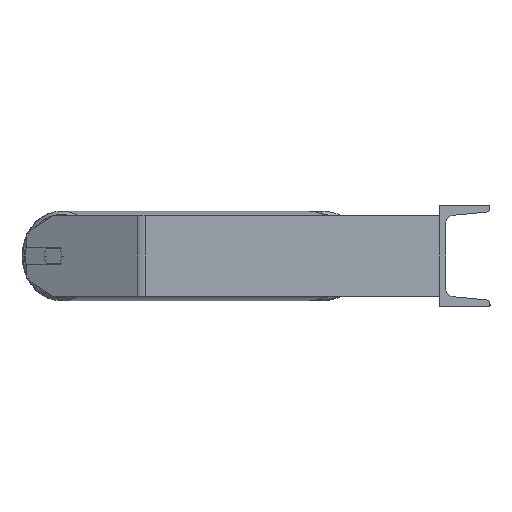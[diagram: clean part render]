
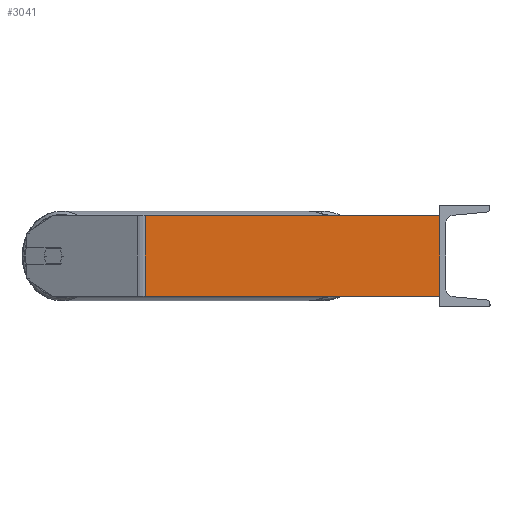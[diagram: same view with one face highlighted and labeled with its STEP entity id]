
A CAD part, left-side view. The second image highlights one B-rep face of the part: STEP entity #3041.
In plain terms, the highlighted planar face has unit normal (-1, 0, 0).
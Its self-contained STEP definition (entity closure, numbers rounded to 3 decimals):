
#85 = FACE_OUTER_BOUND ( 'NONE', #7004, .T. ) ;
#730 = DIRECTION ( 'NONE',  ( 1., 0., 0. ) ) ;
#769 = VECTOR ( 'NONE', #4706, 1000. ) ;
#1066 = ORIENTED_EDGE ( 'NONE', *, *, #3328, .F. ) ;
#1106 = LINE ( 'NONE', #2432, #1151 ) ;
#1151 = VECTOR ( 'NONE', #5174, 1000. ) ;
#1994 = CARTESIAN_POINT ( 'NONE',  ( -785., 296.262, -40. ) ) ;
#2432 = CARTESIAN_POINT ( 'NONE',  ( -785., 0., 40. ) ) ;
#2655 = CARTESIAN_POINT ( 'NONE',  ( -785., 291.975, 40. ) ) ;
#2827 = CARTESIAN_POINT ( 'NONE',  ( -785., 296.262, 40. ) ) ;
#2843 = VERTEX_POINT ( 'NONE', #3815 ) ;
#3041 = ADVANCED_FACE ( 'NONE', ( #85 ), #3537, .F. ) ;
#3134 = LINE ( 'NONE', #4540, #7022 ) ;
#3202 = ORIENTED_EDGE ( 'NONE', *, *, #5776, .T. ) ;
#3221 = AXIS2_PLACEMENT_3D ( 'NONE', #2827, #730, #6361 ) ;
#3267 = EDGE_CURVE ( 'NONE', #4435, #3695, #8125, .T. ) ;
#3328 = EDGE_CURVE ( 'NONE', #4325, #2843, #6742, .T. ) ;
#3537 = PLANE ( 'NONE',  #3221 ) ;
#3635 = EDGE_CURVE ( 'NONE', #2843, #3695, #1106, .T. ) ;
#3695 = VERTEX_POINT ( 'NONE', #5255 ) ;
#3815 = CARTESIAN_POINT ( 'NONE',  ( -785., 0., 40. ) ) ;
#4325 = VERTEX_POINT ( 'NONE', #2655 ) ;
#4435 = VERTEX_POINT ( 'NONE', #8510 ) ;
#4515 = ORIENTED_EDGE ( 'NONE', *, *, #3635, .F. ) ;
#4540 = CARTESIAN_POINT ( 'NONE',  ( -785., 291.975, 40. ) ) ;
#4667 = VECTOR ( 'NONE', #5258, 1000. ) ;
#4706 = DIRECTION ( 'NONE',  ( 0., -1., 0. ) ) ;
#5174 = DIRECTION ( 'NONE',  ( 0., 0., -1. ) ) ;
#5255 = CARTESIAN_POINT ( 'NONE',  ( -785., 0., -40. ) ) ;
#5258 = DIRECTION ( 'NONE',  ( 0., -1., 0. ) ) ;
#5776 = EDGE_CURVE ( 'NONE', #4325, #4435, #3134, .T. ) ;
#6361 = DIRECTION ( 'NONE',  ( 0., 1., 0. ) ) ;
#6742 = LINE ( 'NONE', #8766, #769 ) ;
#6743 = ORIENTED_EDGE ( 'NONE', *, *, #3267, .T. ) ;
#7004 = EDGE_LOOP ( 'NONE', ( #6743, #4515, #1066, #3202 ) ) ;
#7022 = VECTOR ( 'NONE', #7223, 1000. ) ;
#7223 = DIRECTION ( 'NONE',  ( 0., 0., -1. ) ) ;
#8125 = LINE ( 'NONE', #1994, #4667 ) ;
#8510 = CARTESIAN_POINT ( 'NONE',  ( -785., 291.975, -40. ) ) ;
#8766 = CARTESIAN_POINT ( 'NONE',  ( -785., 296.262, 40. ) ) ;
